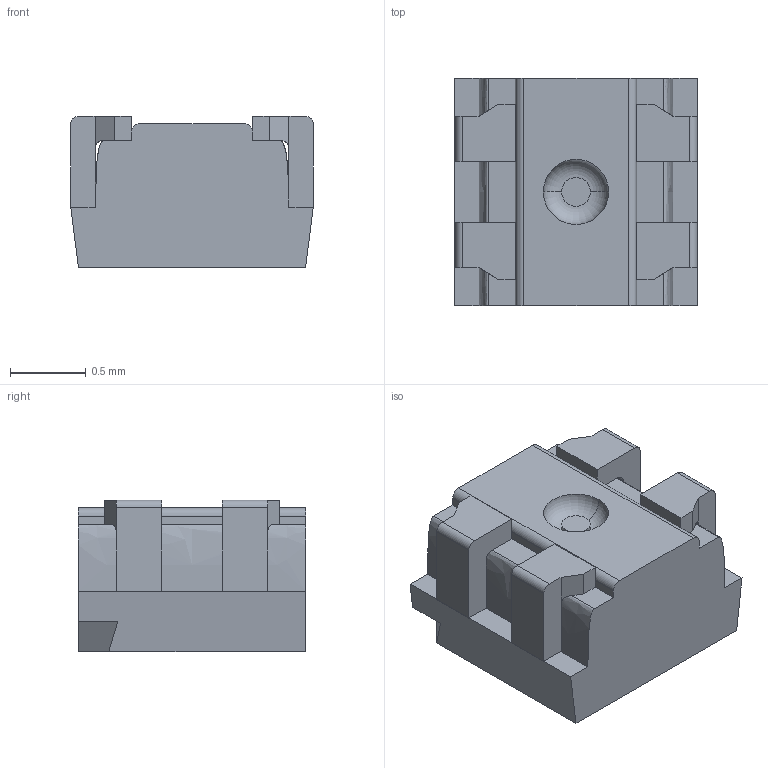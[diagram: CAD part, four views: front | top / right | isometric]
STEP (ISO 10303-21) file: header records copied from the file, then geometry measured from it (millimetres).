
FILE_DESCRIPTION (( 'STEP AP214' ), '1' );
FILE_NAME ('XL-B1515RGBA-HF-ÎÞ¸Ç.STEP', '2025-07-05T18:06:45', ( '' ), ( '' ), 'SwSTEP 2.0', 'SolidWorks 2025', '' );
FILE_SCHEMA (( 'AUTOMOTIVE_DESIGN' ));
Length unit declared in the file: millimetre
Products named in the file (4): XL-B1515RGBA-HF-无盖; 引脚1; 引脚2; XL-B1515RGBA-HF本体
Assembly tree (5 placements, depth 2):
  XL-B1515RGBA-HF-无盖
    XL-B1515RGBA-HF本体
    引脚2  x2
    引脚1  x2
Bounding box: 1.6 x 1.5 x 1 mm (x, y, z)
Volume: 1.5 mm3; surface area: 15.1 mm2
Topology: 9 solids, 9 shells, 117 faces, 285 edges, 192 vertices
Faces by surface type: plane 85, cylinder 26, bspline 4, torus 2
Entity records: 3866 total; most frequent: CARTESIAN_POINT 674, DIRECTION 467, ORIENTED_EDGE 454, EDGE_CURVE 227, VECTOR 165, LINE 165, VERTEX_POINT 154, AXIS2_PLACEMENT_3D 151
